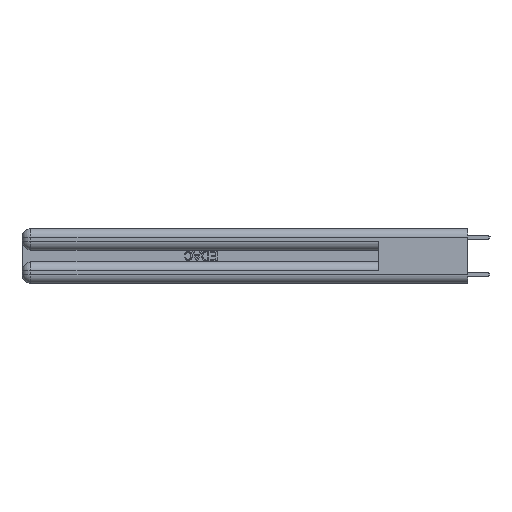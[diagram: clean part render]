
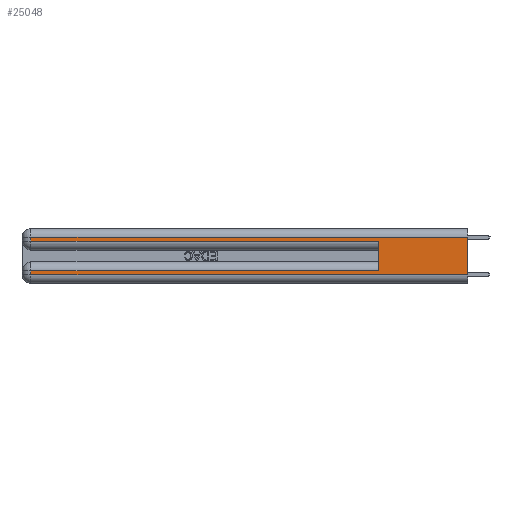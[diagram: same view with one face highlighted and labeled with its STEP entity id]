
A CAD part, left-side view. The second image highlights one B-rep face of the part: STEP entity #25048.
In plain terms, the highlighted planar face has unit normal (-1, 0, 0).
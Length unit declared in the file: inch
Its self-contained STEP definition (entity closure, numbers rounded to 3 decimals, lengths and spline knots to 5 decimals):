
#102 = CARTESIAN_POINT ( 'NONE',  ( 0., 0., 0.37 ) ) ;
#704 = CARTESIAN_POINT ( 'NONE',  ( 0., 2.94, 0.31 ) ) ;
#832 = ORIENTED_EDGE ( 'NONE', *, *, #9122, .T. ) ;
#1076 = CARTESIAN_POINT ( 'NONE',  ( 0., 2.94, 0.085 ) ) ;
#1431 = VECTOR ( 'NONE', #35256, 39.37008 ) ;
#1519 = VECTOR ( 'NONE', #7774, 39.37008 ) ;
#1958 = EDGE_CURVE ( 'NONE', #13508, #23220, #29154, .T. ) ;
#2636 = EDGE_CURVE ( 'NONE', #26935, #13771, #12177, .T. ) ;
#2725 = DIRECTION ( 'NONE',  ( 0., -1., 0. ) ) ;
#3685 = LINE ( 'NONE', #6529, #1431 ) ;
#4424 = VERTEX_POINT ( 'NONE', #10218 ) ;
#4697 = CARTESIAN_POINT ( 'NONE',  ( 0., 0., 0.31 ) ) ;
#5468 = VECTOR ( 'NONE', #12992, 39.37008 ) ;
#6529 = CARTESIAN_POINT ( 'NONE',  ( 0., 2.94, 0.37 ) ) ;
#6705 = LINE ( 'NONE', #32946, #27202 ) ;
#7627 = ORIENTED_EDGE ( 'NONE', *, *, #2636, .F. ) ;
#7774 = DIRECTION ( 'NONE',  ( 0., 1., 0. ) ) ;
#8896 = LINE ( 'NONE', #18848, #14690 ) ;
#9122 = EDGE_CURVE ( 'NONE', #18273, #24491, #3685, .T. ) ;
#10218 = CARTESIAN_POINT ( 'NONE',  ( 0., 2.94, 0.06 ) ) ;
#10429 = CARTESIAN_POINT ( 'NONE',  ( 0., 0., 0.085 ) ) ;
#11413 = DIRECTION ( 'NONE',  ( 0., 0., -1. ) ) ;
#11490 = CARTESIAN_POINT ( 'NONE',  ( 0., 0.6, 0.085 ) ) ;
#11734 = ORIENTED_EDGE ( 'NONE', *, *, #1958, .T. ) ;
#11788 = ORIENTED_EDGE ( 'NONE', *, *, #26438, .T. ) ;
#12067 = ORIENTED_EDGE ( 'NONE', *, *, #25764, .T. ) ;
#12177 = LINE ( 'NONE', #24068, #5468 ) ;
#12271 = VECTOR ( 'NONE', #21602, 39.37008 ) ;
#12992 = DIRECTION ( 'NONE',  ( 0., 0., -1. ) ) ;
#13040 = ORIENTED_EDGE ( 'NONE', *, *, #32417, .F. ) ;
#13508 = VERTEX_POINT ( 'NONE', #11490 ) ;
#13771 = VERTEX_POINT ( 'NONE', #31757 ) ;
#14690 = VECTOR ( 'NONE', #30021, 39.37008 ) ;
#15434 = AXIS2_PLACEMENT_3D ( 'NONE', #102, #22617, #11413 ) ;
#15566 = VERTEX_POINT ( 'NONE', #15773 ) ;
#15683 = CARTESIAN_POINT ( 'NONE',  ( 0., 0., 0.285 ) ) ;
#15773 = CARTESIAN_POINT ( 'NONE',  ( 0., 0.6, 0.285 ) ) ;
#15802 = DIRECTION ( 'NONE',  ( 0., -1., 0. ) ) ;
#16206 = CARTESIAN_POINT ( 'NONE',  ( 0., 0., 0.31 ) ) ;
#16208 = ORIENTED_EDGE ( 'NONE', *, *, #36668, .T. ) ;
#18273 = VERTEX_POINT ( 'NONE', #704 ) ;
#18848 = CARTESIAN_POINT ( 'NONE',  ( 0., 2.94, 0.37 ) ) ;
#19554 = VECTOR ( 'NONE', #2725, 39.37008 ) ;
#19654 = FACE_OUTER_BOUND ( 'NONE', #23714, .T. ) ;
#19838 = LINE ( 'NONE', #16206, #12271 ) ;
#21602 = DIRECTION ( 'NONE',  ( 0., 1., 0. ) ) ;
#22617 = DIRECTION ( 'NONE',  ( 1., 0., 0. ) ) ;
#22643 = LINE ( 'NONE', #25992, #19554 ) ;
#23220 = VERTEX_POINT ( 'NONE', #1076 ) ;
#23714 = EDGE_LOOP ( 'NONE', ( #7627, #16208, #832, #33568, #13040, #11734, #12067, #11788 ) ) ;
#24068 = CARTESIAN_POINT ( 'NONE',  ( 0., 0., 0.37 ) ) ;
#24071 = EDGE_CURVE ( 'NONE', #24491, #15566, #27725, .T. ) ;
#24491 = VERTEX_POINT ( 'NONE', #26249 ) ;
#25048 = ADVANCED_FACE ( 'NONE', ( #19654 ), #28470, .F. ) ;
#25764 = EDGE_CURVE ( 'NONE', #23220, #4424, #8896, .T. ) ;
#25992 = CARTESIAN_POINT ( 'NONE',  ( 0., 0., 0.06 ) ) ;
#26249 = CARTESIAN_POINT ( 'NONE',  ( 0., 2.94, 0.285 ) ) ;
#26437 = VECTOR ( 'NONE', #15802, 39.37008 ) ;
#26438 = EDGE_CURVE ( 'NONE', #4424, #13771, #22643, .T. ) ;
#26935 = VERTEX_POINT ( 'NONE', #4697 ) ;
#27202 = VECTOR ( 'NONE', #29767, 39.37008 ) ;
#27725 = LINE ( 'NONE', #15683, #26437 ) ;
#28470 = PLANE ( 'NONE',  #15434 ) ;
#29154 = LINE ( 'NONE', #10429, #1519 ) ;
#29767 = DIRECTION ( 'NONE',  ( 0., 0., 1. ) ) ;
#30021 = DIRECTION ( 'NONE',  ( 0., 0., -1. ) ) ;
#31757 = CARTESIAN_POINT ( 'NONE',  ( 0., 0., 0.06 ) ) ;
#32417 = EDGE_CURVE ( 'NONE', #13508, #15566, #6705, .T. ) ;
#32946 = CARTESIAN_POINT ( 'NONE',  ( 0., 0.6, 0.145 ) ) ;
#33568 = ORIENTED_EDGE ( 'NONE', *, *, #24071, .T. ) ;
#35256 = DIRECTION ( 'NONE',  ( 0., 0., -1. ) ) ;
#36668 = EDGE_CURVE ( 'NONE', #26935, #18273, #19838, .T. ) ;
